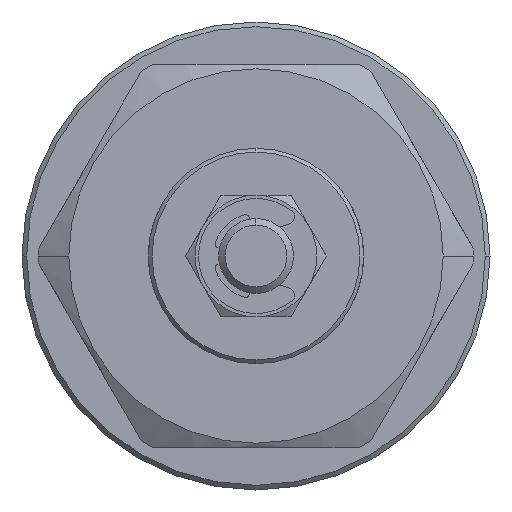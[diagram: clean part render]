
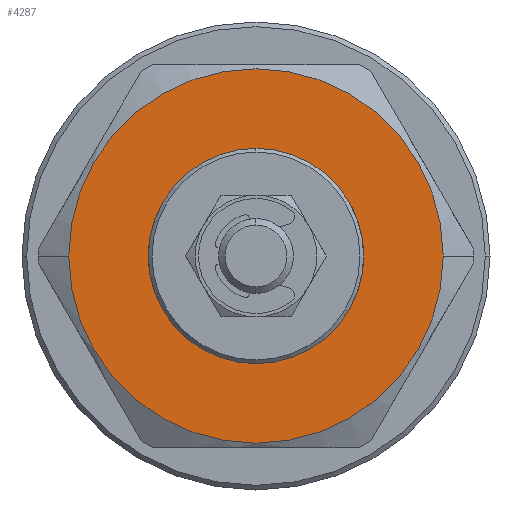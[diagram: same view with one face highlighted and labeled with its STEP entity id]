
A CAD part, left-side view. The second image highlights one B-rep face of the part: STEP entity #4287.
In plain terms, the highlighted planar face has unit normal (-1, 0, 0).
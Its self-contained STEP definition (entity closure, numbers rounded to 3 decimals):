
#3 = DIRECTION ( 'NONE',  ( 0., 0., 1. ) ) ;
#46 = CIRCLE ( 'NONE', #6898, 20. ) ;
#136 = ORIENTED_EDGE ( 'NONE', *, *, #1785, .T. ) ;
#178 = CIRCLE ( 'NONE', #847, 20. ) ;
#282 = CARTESIAN_POINT ( 'NONE',  ( 0., 0., -9. ) ) ;
#719 = CARTESIAN_POINT ( 'NONE',  ( 0., 0., 0. ) ) ;
#847 = AXIS2_PLACEMENT_3D ( 'NONE', #4451, #1129, #5013 ) ;
#1129 = DIRECTION ( 'NONE',  ( -1., 0., 0. ) ) ;
#1277 = DIRECTION ( 'NONE',  ( 0., 0., 1. ) ) ;
#1501 = FACE_OUTER_BOUND ( 'NONE', #4223, .T. ) ;
#1785 = EDGE_CURVE ( 'NONE', #2627, #6849, #6061, .T. ) ;
#1945 = CARTESIAN_POINT ( 'NONE',  ( 0., 0., -11.1 ) ) ;
#2095 = AXIS2_PLACEMENT_3D ( 'NONE', #6674, #3322, #3 ) ;
#2130 = ORIENTED_EDGE ( 'NONE', *, *, #2364, .T. ) ;
#2332 = DIRECTION ( 'NONE',  ( -1., 0., 0. ) ) ;
#2364 = EDGE_CURVE ( 'NONE', #5358, #4877, #46, .T. ) ;
#2627 = VERTEX_POINT ( 'NONE', #1945 ) ;
#3063 = DIRECTION ( 'NONE',  ( 0., -1., 0. ) ) ;
#3143 = ORIENTED_EDGE ( 'NONE', *, *, #5754, .T. ) ;
#3164 = AXIS2_PLACEMENT_3D ( 'NONE', #282, #6426, #3063 ) ;
#3322 = DIRECTION ( 'NONE',  ( 1., 0., 0. ) ) ;
#3394 = CARTESIAN_POINT ( 'NONE',  ( 0., 20., 0. ) ) ;
#4223 = EDGE_LOOP ( 'NONE', ( #3143, #2130 ) ) ;
#4287 = ADVANCED_FACE ( 'NONE', ( #5417, #1501 ), #4715, .F. ) ;
#4451 = CARTESIAN_POINT ( 'NONE',  ( 0., 0., 0. ) ) ;
#4593 = DIRECTION ( 'NONE',  ( 1., 0., 0. ) ) ;
#4715 = PLANE ( 'NONE',  #3164 ) ;
#4877 = VERTEX_POINT ( 'NONE', #5644 ) ;
#5013 = DIRECTION ( 'NONE',  ( 0., 1., 0. ) ) ;
#5202 = EDGE_CURVE ( 'NONE', #6849, #2627, #6475, .T. ) ;
#5358 = VERTEX_POINT ( 'NONE', #3394 ) ;
#5417 = FACE_BOUND ( 'NONE', #6690, .T. ) ;
#5644 = CARTESIAN_POINT ( 'NONE',  ( 0., -20., 0. ) ) ;
#5671 = CARTESIAN_POINT ( 'NONE',  ( 0., 0., 0. ) ) ;
#5754 = EDGE_CURVE ( 'NONE', #4877, #5358, #178, .T. ) ;
#5917 = ORIENTED_EDGE ( 'NONE', *, *, #5202, .T. ) ;
#6061 = CIRCLE ( 'NONE', #6585, 11.1 ) ;
#6246 = DIRECTION ( 'NONE',  ( 0., 1., 0. ) ) ;
#6426 = DIRECTION ( 'NONE',  ( 1., 0., 0. ) ) ;
#6475 = CIRCLE ( 'NONE', #2095, 11.1 ) ;
#6585 = AXIS2_PLACEMENT_3D ( 'NONE', #719, #4593, #1277 ) ;
#6674 = CARTESIAN_POINT ( 'NONE',  ( 0., 0., 0. ) ) ;
#6690 = EDGE_LOOP ( 'NONE', ( #5917, #136 ) ) ;
#6849 = VERTEX_POINT ( 'NONE', #7030 ) ;
#6898 = AXIS2_PLACEMENT_3D ( 'NONE', #5671, #2332, #6246 ) ;
#7030 = CARTESIAN_POINT ( 'NONE',  ( 0., 0., 11.1 ) ) ;
